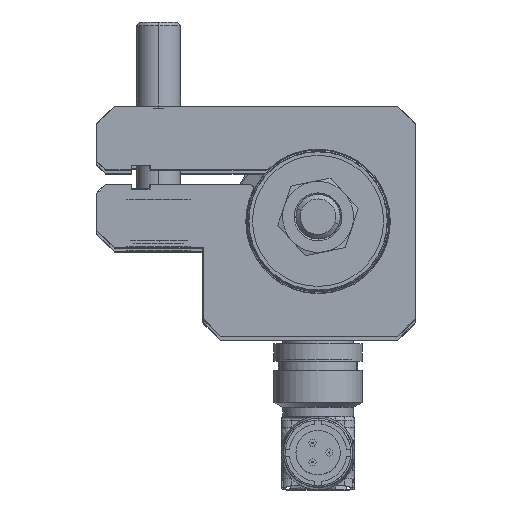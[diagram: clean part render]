
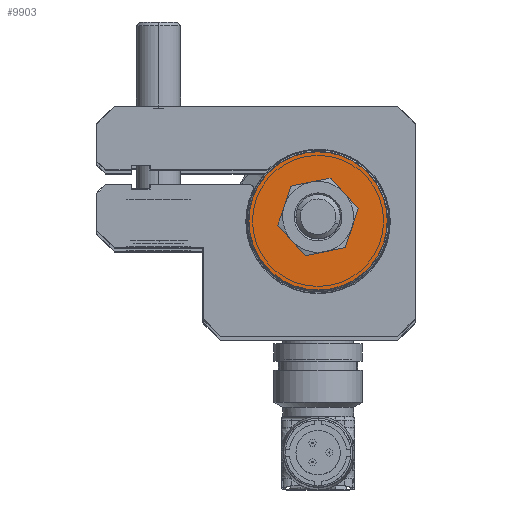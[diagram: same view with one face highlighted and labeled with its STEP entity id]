
A CAD part, top view. The second image highlights one B-rep face of the part: STEP entity #9903.
In plain terms, the highlighted planar face has unit normal (0, 0, 1).
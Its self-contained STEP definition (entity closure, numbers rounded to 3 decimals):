
#9723 = VERTEX_POINT ( 'NONE', #14995 ) ;
#9784 = VERTEX_POINT ( 'NONE', #15130 ) ;
#9791 = VERTEX_POINT ( 'NONE', #15174 ) ;
#9822 = EDGE_LOOP ( 'NONE', ( #11863, #9939 ) ) ;
#9844 = EDGE_CURVE ( 'NONE', #9791, #9784, #15345, .T. ) ;
#9851 = ORIENTED_EDGE ( 'NONE', *, *, #9844, .T. ) ;
#9892 = ORIENTED_EDGE ( 'NONE', *, *, #9977, .T. ) ;
#9903 = ADVANCED_FACE ( 'NONE', ( #15490, #15489 ), #15512, .T. ) ;
#9939 = ORIENTED_EDGE ( 'NONE', *, *, #13314, .T. ) ;
#9977 = EDGE_CURVE ( 'NONE', #9784, #9791, #15777, .T. ) ;
#9988 = EDGE_CURVE ( 'NONE', #13582, #9723, #15764, .T. ) ;
#9997 = EDGE_LOOP ( 'NONE', ( #9892, #9851 ) ) ;
#11863 = ORIENTED_EDGE ( 'NONE', *, *, #9988, .T. ) ;
#13314 = EDGE_CURVE ( 'NONE', #9723, #13582, #21590, .T. ) ;
#13582 = VERTEX_POINT ( 'NONE', #21608 ) ;
#14995 = CARTESIAN_POINT ( 'NONE',  ( -2.119, 1.752, 1. ) ) ;
#15130 = CARTESIAN_POINT ( 'NONE',  ( -6.012, 4.97, 1. ) ) ;
#15174 = CARTESIAN_POINT ( 'NONE',  ( 6.012, -4.97, 1. ) ) ;
#15308 = AXIS2_PLACEMENT_3D ( 'NONE', #15391, #15374, #15373 ) ;
#15345 = CIRCLE ( 'NONE', #15308, 7.8 ) ;
#15373 = DIRECTION ( 'NONE',  ( 0.771, -0.637, 0. ) ) ;
#15374 = DIRECTION ( 'NONE',  ( 0., 0., 1. ) ) ;
#15391 = CARTESIAN_POINT ( 'NONE',  ( 0., 0., 1. ) ) ;
#15489 = FACE_BOUND ( 'NONE', #9822, .T. ) ;
#15490 = FACE_OUTER_BOUND ( 'NONE', #9997, .T. ) ;
#15512 = PLANE ( 'NONE',  #15531 ) ;
#15530 = CARTESIAN_POINT ( 'NONE',  ( 0., 0., 1. ) ) ;
#15531 = AXIS2_PLACEMENT_3D ( 'NONE', #15530, #15576, #15575 ) ;
#15575 = DIRECTION ( 'NONE',  ( 0.771, -0.637, 0. ) ) ;
#15576 = DIRECTION ( 'NONE',  ( 0., 0., 1. ) ) ;
#15764 = CIRCLE ( 'NONE', #15799, 2.75 ) ;
#15773 = DIRECTION ( 'NONE',  ( 0.771, -0.637, 0. ) ) ;
#15774 = DIRECTION ( 'NONE',  ( 0., 0., 1. ) ) ;
#15775 = CARTESIAN_POINT ( 'NONE',  ( 0., 0., 1. ) ) ;
#15776 = AXIS2_PLACEMENT_3D ( 'NONE', #15775, #15774, #15773 ) ;
#15777 = CIRCLE ( 'NONE', #15776, 7.8 ) ;
#15796 = DIRECTION ( 'NONE',  ( 0.771, -0.637, 0. ) ) ;
#15797 = DIRECTION ( 'NONE',  ( 0., 0., -1. ) ) ;
#15798 = CARTESIAN_POINT ( 'NONE',  ( 0., 0., 1. ) ) ;
#15799 = AXIS2_PLACEMENT_3D ( 'NONE', #15798, #15797, #15796 ) ;
#21590 = CIRCLE ( 'NONE', #21634, 2.75 ) ;
#21608 = CARTESIAN_POINT ( 'NONE',  ( 2.119, -1.752, 1. ) ) ;
#21631 = DIRECTION ( 'NONE',  ( 0.771, -0.637, 0. ) ) ;
#21632 = DIRECTION ( 'NONE',  ( 0., 0., -1. ) ) ;
#21633 = CARTESIAN_POINT ( 'NONE',  ( 0., 0., 1. ) ) ;
#21634 = AXIS2_PLACEMENT_3D ( 'NONE', #21633, #21632, #21631 ) ;
